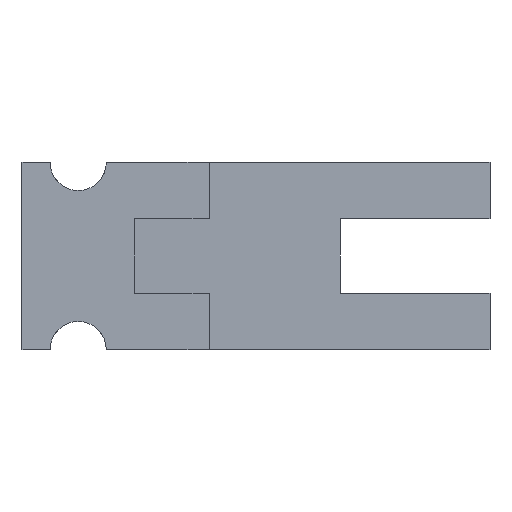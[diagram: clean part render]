
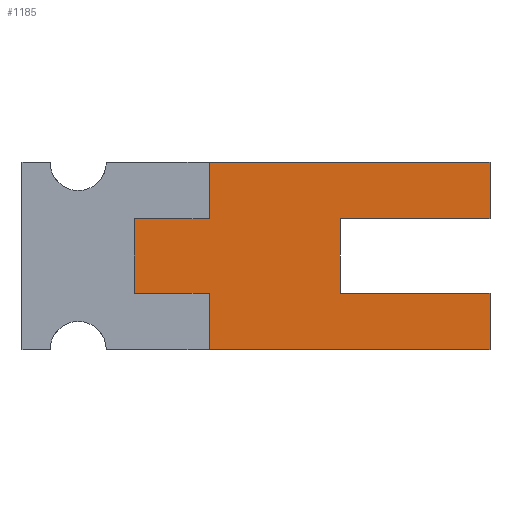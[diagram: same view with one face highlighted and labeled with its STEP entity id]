
A CAD part, left-side view. The second image highlights one B-rep face of the part: STEP entity #1185.
In plain terms, the highlighted planar face has unit normal (-1, 0, 0).
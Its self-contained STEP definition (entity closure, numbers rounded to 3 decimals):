
#7 = LINE ( 'NONE', #146, #430 ) ;
#47 = DIRECTION ( 'NONE',  ( 1., 0., 0. ) ) ;
#66 = DIRECTION ( 'NONE',  ( 0., -1., 0. ) ) ;
#108 = CARTESIAN_POINT ( 'NONE',  ( 60., 42., 40. ) ) ;
#125 = LINE ( 'NONE', #988, #1090 ) ;
#146 = CARTESIAN_POINT ( 'NONE',  ( 60., -95., 5. ) ) ;
#229 = DIRECTION ( 'NONE',  ( 0., 0., 1. ) ) ;
#250 = VERTEX_POINT ( 'NONE', #1110 ) ;
#262 = VERTEX_POINT ( 'NONE', #972 ) ;
#273 = VECTOR ( 'NONE', #916, 1000. ) ;
#292 = CARTESIAN_POINT ( 'NONE',  ( 60., -55., 40. ) ) ;
#294 = VERTEX_POINT ( 'NONE', #1170 ) ;
#303 = DIRECTION ( 'NONE',  ( 0., 0., -1. ) ) ;
#304 = CARTESIAN_POINT ( 'NONE',  ( 60., -55., 5. ) ) ;
#353 = CARTESIAN_POINT ( 'NONE',  ( 60., -55., 25. ) ) ;
#357 = VERTEX_POINT ( 'NONE', #1621 ) ;
#366 = LINE ( 'NONE', #1063, #613 ) ;
#395 = DIRECTION ( 'NONE',  ( 0., 1., 0. ) ) ;
#430 = VECTOR ( 'NONE', #1403, 1000. ) ;
#466 = PLANE ( 'NONE',  #1274 ) ;
#495 = EDGE_CURVE ( 'NONE', #1427, #1377, #792, .T. ) ;
#516 = EDGE_CURVE ( 'NONE', #250, #357, #1221, .T. ) ;
#549 = EDGE_CURVE ( 'NONE', #1463, #1427, #925, .T. ) ;
#574 = ORIENTED_EDGE ( 'NONE', *, *, #1033, .T. ) ;
#613 = VECTOR ( 'NONE', #941, 1000. ) ;
#629 = EDGE_LOOP ( 'NONE', ( #1158, #1086, #1509, #761, #574, #1195, #1370, #1163 ) ) ;
#636 = CARTESIAN_POINT ( 'NONE',  ( 60., 42., 0. ) ) ;
#723 = DIRECTION ( 'NONE',  ( 0., 0., 1. ) ) ;
#751 = CARTESIAN_POINT ( 'NONE',  ( 60., 42., -10. ) ) ;
#761 = ORIENTED_EDGE ( 'NONE', *, *, #1331, .F. ) ;
#792 = LINE ( 'NONE', #932, #273 ) ;
#802 = CARTESIAN_POINT ( 'NONE',  ( 60., -15., 25. ) ) ;
#869 = VERTEX_POINT ( 'NONE', #304 ) ;
#916 = DIRECTION ( 'NONE',  ( 0., -1., 0. ) ) ;
#925 = LINE ( 'NONE', #636, #1571 ) ;
#932 = CARTESIAN_POINT ( 'NONE',  ( 60., 42., 40. ) ) ;
#941 = DIRECTION ( 'NONE',  ( 0., 0., 1. ) ) ;
#946 = DIRECTION ( 'NONE',  ( 0., 0., -1. ) ) ;
#972 = CARTESIAN_POINT ( 'NONE',  ( 60., -55., -10. ) ) ;
#988 = CARTESIAN_POINT ( 'NONE',  ( 60., -55., -10. ) ) ;
#989 = LINE ( 'NONE', #1715, #1545 ) ;
#1033 = EDGE_CURVE ( 'NONE', #262, #869, #989, .T. ) ;
#1063 = CARTESIAN_POINT ( 'NONE',  ( 60., -55., 0. ) ) ;
#1086 = ORIENTED_EDGE ( 'NONE', *, *, #495, .F. ) ;
#1090 = VECTOR ( 'NONE', #395, 1000. ) ;
#1110 = CARTESIAN_POINT ( 'NONE',  ( 60., -15., 25. ) ) ;
#1158 = ORIENTED_EDGE ( 'NONE', *, *, #1285, .T. ) ;
#1163 = ORIENTED_EDGE ( 'NONE', *, *, #516, .T. ) ;
#1170 = CARTESIAN_POINT ( 'NONE',  ( 60., -15., 5. ) ) ;
#1185 = ADVANCED_FACE ( 'NONE', ( #1757 ), #466, .F. ) ;
#1195 = ORIENTED_EDGE ( 'NONE', *, *, #1411, .F. ) ;
#1221 = LINE ( 'NONE', #353, #1329 ) ;
#1274 = AXIS2_PLACEMENT_3D ( 'NONE', #1466, #47, #303 ) ;
#1285 = EDGE_CURVE ( 'NONE', #357, #1377, #366, .T. ) ;
#1329 = VECTOR ( 'NONE', #66, 1000. ) ;
#1331 = EDGE_CURVE ( 'NONE', #262, #1463, #125, .T. ) ;
#1344 = LINE ( 'NONE', #802, #1787 ) ;
#1370 = ORIENTED_EDGE ( 'NONE', *, *, #1587, .F. ) ;
#1377 = VERTEX_POINT ( 'NONE', #292 ) ;
#1403 = DIRECTION ( 'NONE',  ( 0., -1., 0. ) ) ;
#1411 = EDGE_CURVE ( 'NONE', #294, #869, #7, .T. ) ;
#1427 = VERTEX_POINT ( 'NONE', #108 ) ;
#1463 = VERTEX_POINT ( 'NONE', #751 ) ;
#1466 = CARTESIAN_POINT ( 'NONE',  ( 60., -55., 0. ) ) ;
#1509 = ORIENTED_EDGE ( 'NONE', *, *, #549, .F. ) ;
#1545 = VECTOR ( 'NONE', #723, 1000. ) ;
#1571 = VECTOR ( 'NONE', #229, 1000. ) ;
#1587 = EDGE_CURVE ( 'NONE', #250, #294, #1344, .T. ) ;
#1621 = CARTESIAN_POINT ( 'NONE',  ( 60., -55., 25. ) ) ;
#1715 = CARTESIAN_POINT ( 'NONE',  ( 60., -55., 0. ) ) ;
#1757 = FACE_OUTER_BOUND ( 'NONE', #629, .T. ) ;
#1787 = VECTOR ( 'NONE', #946, 1000. ) ;
